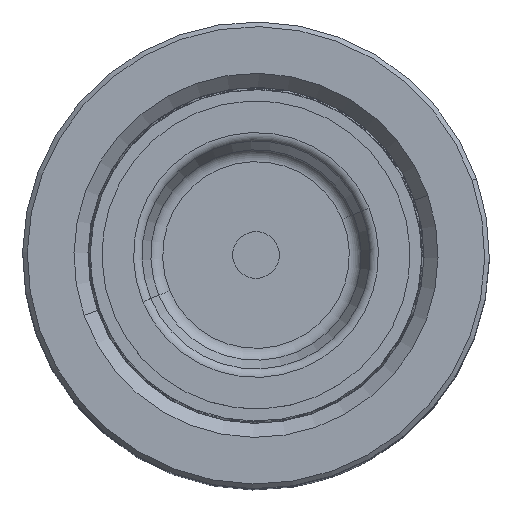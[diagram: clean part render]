
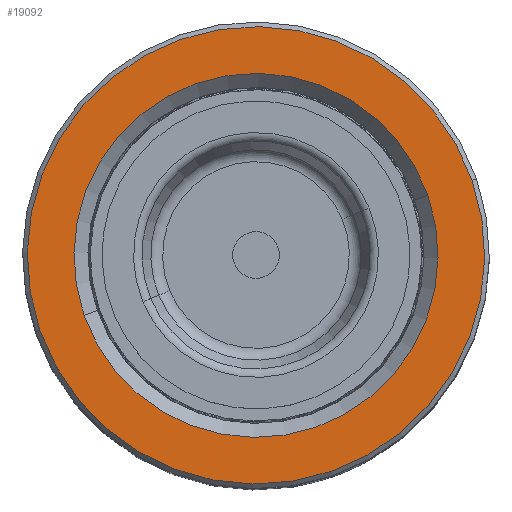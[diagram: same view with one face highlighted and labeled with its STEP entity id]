
A CAD part, top view. The second image highlights one B-rep face of the part: STEP entity #19092.
In plain terms, the highlighted planar face has unit normal (0, 0, 1).
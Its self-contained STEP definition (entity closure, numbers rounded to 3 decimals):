
#1501 = CIRCLE ( 'NONE', #10338, 24.5 ) ;
#2742 = EDGE_CURVE ( 'NONE', #18892, #12134, #1501, .T. ) ;
#3306 = CARTESIAN_POINT ( 'NONE',  ( 0., 0., 80. ) ) ;
#3620 = DIRECTION ( 'NONE',  ( 1., 0., 0. ) ) ;
#3924 = CARTESIAN_POINT ( 'NONE',  ( 0., 0., 80. ) ) ;
#7547 = CARTESIAN_POINT ( 'NONE',  ( -24.5, 0., 80. ) ) ;
#9100 = CARTESIAN_POINT ( 'NONE',  ( 19.5, 0., 80. ) ) ;
#9989 = AXIS2_PLACEMENT_3D ( 'NONE', #3924, #44780, #59411 ) ;
#10142 = AXIS2_PLACEMENT_3D ( 'NONE', #16829, #20807, #44582 ) ;
#10338 = AXIS2_PLACEMENT_3D ( 'NONE', #3306, #40180, #3620 ) ;
#10570 = DIRECTION ( 'NONE',  ( 1., 0., 0. ) ) ;
#12102 = EDGE_CURVE ( 'NONE', #12134, #18892, #38455, .T. ) ;
#12134 = VERTEX_POINT ( 'NONE', #15238 ) ;
#13083 = EDGE_LOOP ( 'NONE', ( #49146, #46975 ) ) ;
#15238 = CARTESIAN_POINT ( 'NONE',  ( 24.5, 0., 80. ) ) ;
#15978 = AXIS2_PLACEMENT_3D ( 'NONE', #38267, #24278, #10570 ) ;
#16644 = VERTEX_POINT ( 'NONE', #55526 ) ;
#16829 = CARTESIAN_POINT ( 'NONE',  ( 0., 0., 80. ) ) ;
#17080 = EDGE_LOOP ( 'NONE', ( #53349, #36384 ) ) ;
#17519 = EDGE_CURVE ( 'NONE', #16644, #58992, #57815, .T. ) ;
#18321 = CARTESIAN_POINT ( 'NONE',  ( 0., 0., 80. ) ) ;
#18892 = VERTEX_POINT ( 'NONE', #7547 ) ;
#19092 = ADVANCED_FACE ( 'NONE', ( #47448, #24565 ), #19688, .T. ) ;
#19688 = PLANE ( 'NONE',  #15978 ) ;
#20704 = DIRECTION ( 'NONE',  ( 0., 0., 1. ) ) ;
#20807 = DIRECTION ( 'NONE',  ( 0., 0., -1. ) ) ;
#24278 = DIRECTION ( 'NONE',  ( 0., 0., 1. ) ) ;
#24565 = FACE_BOUND ( 'NONE', #13083, .T. ) ;
#29452 = CIRCLE ( 'NONE', #9989, 19.5 ) ;
#36384 = ORIENTED_EDGE ( 'NONE', *, *, #12102, .T. ) ;
#38267 = CARTESIAN_POINT ( 'NONE',  ( 0., 0., 80. ) ) ;
#38455 = CIRCLE ( 'NONE', #59864, 24.5 ) ;
#38904 = EDGE_CURVE ( 'NONE', #58992, #16644, #29452, .T. ) ;
#40180 = DIRECTION ( 'NONE',  ( 0., 0., 1. ) ) ;
#44582 = DIRECTION ( 'NONE',  ( 1., 0., 0. ) ) ;
#44780 = DIRECTION ( 'NONE',  ( 0., 0., -1. ) ) ;
#46975 = ORIENTED_EDGE ( 'NONE', *, *, #17519, .T. ) ;
#47448 = FACE_OUTER_BOUND ( 'NONE', #17080, .T. ) ;
#47854 = DIRECTION ( 'NONE',  ( 1., 0., 0. ) ) ;
#49146 = ORIENTED_EDGE ( 'NONE', *, *, #38904, .T. ) ;
#53349 = ORIENTED_EDGE ( 'NONE', *, *, #2742, .T. ) ;
#55526 = CARTESIAN_POINT ( 'NONE',  ( -19.5, 0., 80. ) ) ;
#57815 = CIRCLE ( 'NONE', #10142, 19.5 ) ;
#58992 = VERTEX_POINT ( 'NONE', #9100 ) ;
#59411 = DIRECTION ( 'NONE',  ( 1., 0., 0. ) ) ;
#59864 = AXIS2_PLACEMENT_3D ( 'NONE', #18321, #20704, #47854 ) ;
